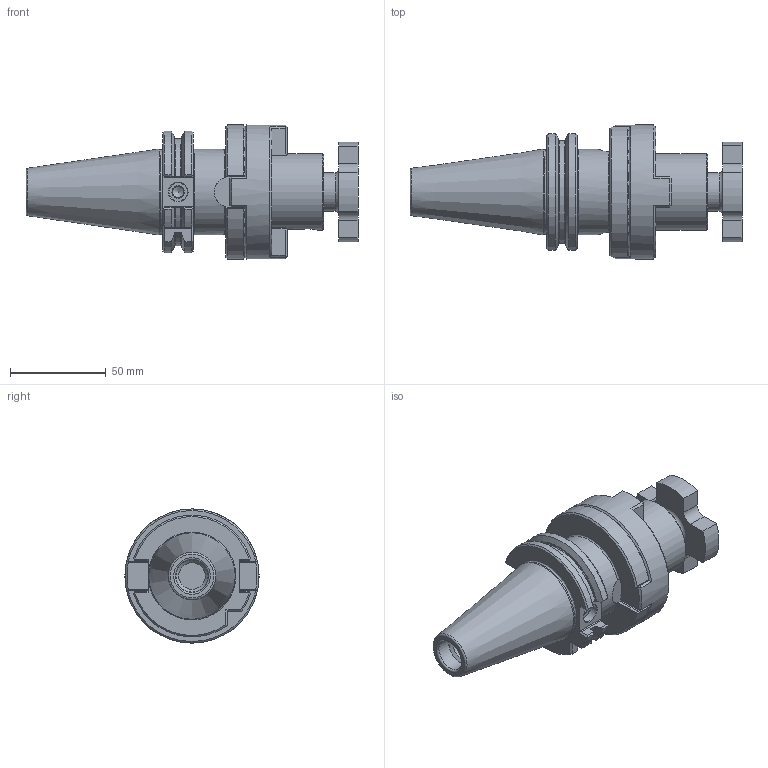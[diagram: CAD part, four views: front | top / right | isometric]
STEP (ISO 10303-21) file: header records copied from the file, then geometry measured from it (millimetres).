
FILE_DESCRIPTION( ( 'Unknown' ), '1' );
FILE_NAME( '224044040-D.stp', 'Unknown', ( 'Unknown' ), ( 'Unknown' ), 'PSStep 15.0.49', 'Unknown', ' ' );
FILE_SCHEMA( ( 'AUTOMOTIVE_DESIGN { 1 0 10303 214 1 1 1 1 }' ) );
Length unit declared in the file: millimetre
Products named in the file (3): 1; 2; 3
Bounding box: 173.25 x 70 x 70 mm (x, y, z)
Volume: 263837.5 mm3; surface area: 56105.9 mm2
Topology: 3 solids, 3 shells, 250 faces, 625 edges, 383 vertices
Faces by surface type: plane 132, cylinder 50, cone 46, torus 15, bspline 7
Full cylindrical faces by diameter (mm): 6 x1, 10 x1, 13.835 x2, 17 x1, 17.294 x2, 20 x1, 21 x1, 39.4 x1, 40 x2, 44.5 x1, 70 x1
Entity records: 9871 total; most frequent: CARTESIAN_POINT 2299, ORIENTED_EDGE 1160, DIRECTION 1089, EDGE_CURVE 580, AXIS2_PLACEMENT_3D 406, VERTEX_POINT 373, EDGE_LOOP 288, LINE 277
